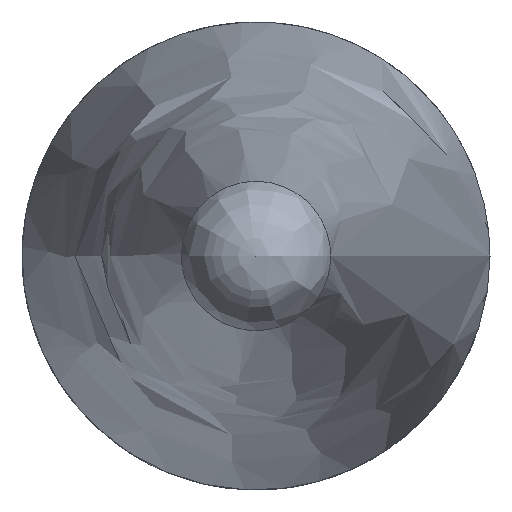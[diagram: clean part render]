
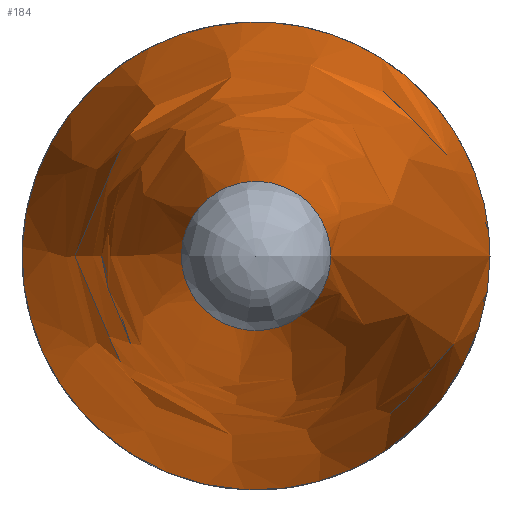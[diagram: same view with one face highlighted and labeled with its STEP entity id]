
A CAD part, left-side view. The second image highlights one B-rep face of the part: STEP entity #184.
In plain terms, the highlighted free-form (B-spline) face has degree [5, 3] with [6, 4] control points.
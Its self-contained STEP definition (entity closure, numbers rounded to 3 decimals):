
#36 = CARTESIAN_POINT ('', (15.9, -3.104, 0.));
#37 = VERTEX_POINT ('', #36);
#45 = CARTESIAN_POINT ('', (15.9, -3.104, 0.));
#46 = CARTESIAN_POINT ('', (15.9, -3.104, -12.416));
#47 = CARTESIAN_POINT ('', (15.9, 9.312, -6.208));
#48 = CARTESIAN_POINT ('', (15.9, 9.312, 6.208));
#49 = CARTESIAN_POINT ('', (15.9, -3.104, 12.416));
#50 = CARTESIAN_POINT ('', (15.9, -3.104, 0.));
#51 = (
   BOUNDED_CURVE ()
   B_SPLINE_CURVE (5, (#45, #46, #47, #48, #49, #50), .UNSPECIFIED., .T., .U.)
   B_SPLINE_CURVE_WITH_KNOTS ((6, 6), (0., 1.), .UNSPECIFIED.)
   CURVE ()
   GEOMETRIC_REPRESENTATION_ITEM ()
   RATIONAL_B_SPLINE_CURVE ((5., 1., 1., 1., 1., 5.))
   REPRESENTATION_ITEM ('')
);
#52 = EDGE_CURVE ('', #37, #37, #51, .T.);
#86 = CARTESIAN_POINT ('', (0.861, -0.99, 0.));
#87 = VERTEX_POINT ('', #86);
#98 = CARTESIAN_POINT ('', (0.861, -0.99, 0.));
#99 = CARTESIAN_POINT ('', (0.861, -0.99, -3.961));
#100 = CARTESIAN_POINT ('', (0.861, 2.971, -1.981));
#101 = CARTESIAN_POINT ('', (0.861, 2.971, 1.981));
#102 = CARTESIAN_POINT ('', (0.861, -0.99, 3.961));
#103 = CARTESIAN_POINT ('', (0.861, -0.99, 0.));
#104 = (
   BOUNDED_CURVE ()
   B_SPLINE_CURVE (5, (#98, #99, #100, #101, #102, #103), .UNSPECIFIED., .T., .U.)
   B_SPLINE_CURVE_WITH_KNOTS ((6, 6), (0., 1.), .UNSPECIFIED.)
   CURVE ()
   GEOMETRIC_REPRESENTATION_ITEM ()
   RATIONAL_B_SPLINE_CURVE ((5., 1., 1., 1., 1., 5.))
   REPRESENTATION_ITEM ('')
);
#105 = EDGE_CURVE ('', #87, #87, #104, .T.);
#147 = CARTESIAN_POINT ('', (0.861, -0.99, 0.));
#148 = CARTESIAN_POINT ('', (5.874, -1.695, 0.));
#149 = CARTESIAN_POINT ('', (10.887, -2.399, 0.));
#150 = CARTESIAN_POINT ('', (15.9, -3.104, 0.));
#151 = B_SPLINE_CURVE_WITH_KNOTS ('', 3, (#147, #148, #149, #150), .UNSPECIFIED., .F., .U., (4, 4), (0., 1.), .UNSPECIFIED.);
#152 = EDGE_CURVE ('', #87, #37, #151, .T.);
#153 = ORIENTED_EDGE ('', *, *, #152, .F.);
#154 = ORIENTED_EDGE ('', *, *, #105, .T.);
#155 = ORIENTED_EDGE ('', *, *, #152, .T.);
#156 = ORIENTED_EDGE ('', *, *, #52, .F.);
#157 = EDGE_LOOP ('', (#153, #154, #155, #156));
#158 = FACE_OUTER_BOUND ('', #157, .T.);
#159 = CARTESIAN_POINT ('', (0.861, -0.99, 0.));
#160 = CARTESIAN_POINT ('', (5.874, -1.695, 0.));
#161 = CARTESIAN_POINT ('', (10.887, -2.399, 0.));
#162 = CARTESIAN_POINT ('', (15.9, -3.104, 0.));
#163 = CARTESIAN_POINT ('', (0.861, -0.99, -3.961));
#164 = CARTESIAN_POINT ('', (5.874, -1.695, -6.779));
#165 = CARTESIAN_POINT ('', (10.887, -2.399, -9.597));
#166 = CARTESIAN_POINT ('', (15.9, -3.104, -12.416));
#167 = CARTESIAN_POINT ('', (0.861, 2.971, -1.981));
#168 = CARTESIAN_POINT ('', (5.874, 5.084, -3.39));
#169 = CARTESIAN_POINT ('', (10.887, 7.198, -4.799));
#170 = CARTESIAN_POINT ('', (15.9, 9.312, -6.208));
#171 = CARTESIAN_POINT ('', (0.861, 2.971, 1.981));
#172 = CARTESIAN_POINT ('', (5.874, 5.084, 3.39));
#173 = CARTESIAN_POINT ('', (10.887, 7.198, 4.799));
#174 = CARTESIAN_POINT ('', (15.9, 9.312, 6.208));
#175 = CARTESIAN_POINT ('', (0.861, -0.99, 3.961));
#176 = CARTESIAN_POINT ('', (5.874, -1.695, 6.779));
#177 = CARTESIAN_POINT ('', (10.887, -2.399, 9.597));
#178 = CARTESIAN_POINT ('', (15.9, -3.104, 12.416));
#179 = CARTESIAN_POINT ('', (0.861, -0.99, 0.));
#180 = CARTESIAN_POINT ('', (5.874, -1.695, 0.));
#181 = CARTESIAN_POINT ('', (10.887, -2.399, 0.));
#182 = CARTESIAN_POINT ('', (15.9, -3.104, 0.));
#183 = (
   BOUNDED_SURFACE ()
   B_SPLINE_SURFACE (5, 3, ((#159, #160, #161, #162), (#163, #164, #165, #166), (#167, #168, #169, #170), (#171, #172, #173, #174), (#175, #176, #177, #178), (#179, #180, #181, #182)), .UNSPECIFIED., .T., .F., .U.)
   B_SPLINE_SURFACE_WITH_KNOTS ((6, 6), (4, 4), (0., 1.), (0., 1.), .UNSPECIFIED.)
   SURFACE ()
   GEOMETRIC_REPRESENTATION_ITEM ()
   RATIONAL_B_SPLINE_SURFACE (((5., 5., 5., 5.), (1., 1., 1., 1.), (1., 1., 1., 1.), (1., 1., 1., 1.), (1., 1., 1., 1.), (5., 5., 5., 5.)))
   REPRESENTATION_ITEM ('')
);
#184 = ADVANCED_FACE ('', (#158), #183, .T.);
